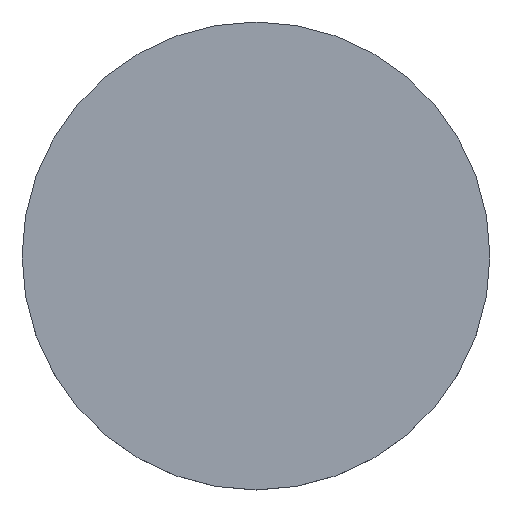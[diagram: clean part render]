
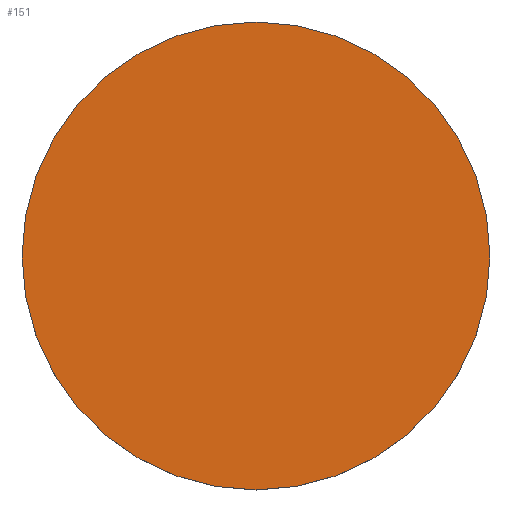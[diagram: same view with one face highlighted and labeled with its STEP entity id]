
A CAD part, top view. The second image highlights one B-rep face of the part: STEP entity #151.
In plain terms, the highlighted planar face has unit normal (0, 0, 1).
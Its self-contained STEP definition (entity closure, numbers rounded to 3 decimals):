
#20 = VERTEX_POINT ( 'NONE', #180 ) ;
#25 = AXIS2_PLACEMENT_3D ( 'NONE', #51, #142, #231 ) ;
#32 = DIRECTION ( 'NONE',  ( 0., 0., 1. ) ) ;
#37 = CIRCLE ( 'NONE', #202, 25.4 ) ;
#38 = EDGE_LOOP ( 'NONE', ( #183, #75 ) ) ;
#46 = EDGE_CURVE ( 'NONE', #20, #119, #37, .T. ) ;
#51 = CARTESIAN_POINT ( 'NONE',  ( 0., 0., 5.5 ) ) ;
#65 = DIRECTION ( 'NONE',  ( 1., 0., 0. ) ) ;
#69 = FACE_OUTER_BOUND ( 'NONE', #38, .T. ) ;
#75 = ORIENTED_EDGE ( 'NONE', *, *, #46, .F. ) ;
#84 = DIRECTION ( 'NONE',  ( 0., 0., -1. ) ) ;
#85 = DIRECTION ( 'NONE',  ( 1., 0., 0. ) ) ;
#119 = VERTEX_POINT ( 'NONE', #189 ) ;
#132 = AXIS2_PLACEMENT_3D ( 'NONE', #190, #32, #65 ) ;
#142 = DIRECTION ( 'NONE',  ( 0., 0., -1. ) ) ;
#151 = ADVANCED_FACE ( 'NONE', ( #69 ), #218, .T. ) ;
#180 = CARTESIAN_POINT ( 'NONE',  ( -25.4, 0., 5.5 ) ) ;
#182 = CIRCLE ( 'NONE', #25, 25.4 ) ;
#183 = ORIENTED_EDGE ( 'NONE', *, *, #217, .F. ) ;
#187 = CARTESIAN_POINT ( 'NONE',  ( 0., 0., 5.5 ) ) ;
#189 = CARTESIAN_POINT ( 'NONE',  ( 25.4, 0., 5.5 ) ) ;
#190 = CARTESIAN_POINT ( 'NONE',  ( 0., 52.02, 5.5 ) ) ;
#202 = AXIS2_PLACEMENT_3D ( 'NONE', #187, #84, #85 ) ;
#217 = EDGE_CURVE ( 'NONE', #119, #20, #182, .T. ) ;
#218 = PLANE ( 'NONE',  #132 ) ;
#231 = DIRECTION ( 'NONE',  ( 1., 0., 0. ) ) ;
